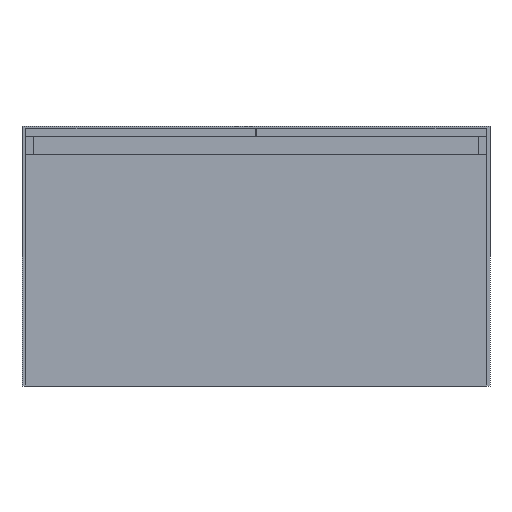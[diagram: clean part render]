
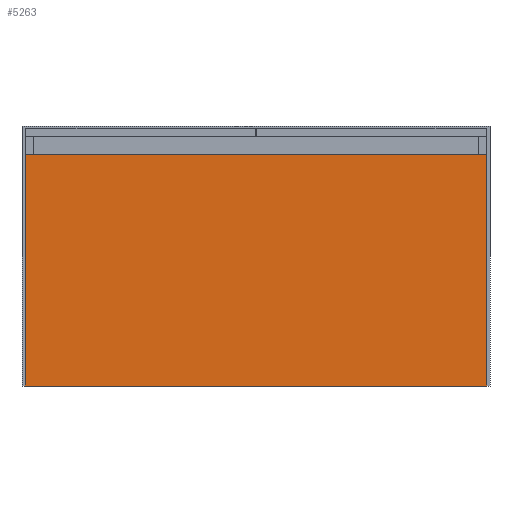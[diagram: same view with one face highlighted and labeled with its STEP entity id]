
A CAD part, front view. The second image highlights one B-rep face of the part: STEP entity #5263.
In plain terms, the highlighted planar face has unit normal (0, -1, 0).
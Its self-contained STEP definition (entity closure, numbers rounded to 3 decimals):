
#29 = DIRECTION ( 'NONE',  ( 0., -1., 0. ) ) ;
#145 = VERTEX_POINT ( 'NONE', #5499 ) ;
#286 = FACE_OUTER_BOUND ( 'NONE', #1289, .T. ) ;
#728 = CARTESIAN_POINT ( 'NONE',  ( 444., -490.1, 0. ) ) ;
#827 = EDGE_CURVE ( 'NONE', #2833, #145, #918, .T. ) ;
#918 = LINE ( 'NONE', #728, #2355 ) ;
#919 = VECTOR ( 'NONE', #4255, 1000. ) ;
#1166 = CARTESIAN_POINT ( 'NONE',  ( 444., -490.1, 446.1 ) ) ;
#1182 = DIRECTION ( 'NONE',  ( -1., 0., 0. ) ) ;
#1289 = EDGE_LOOP ( 'NONE', ( #3140, #2070, #2854, #3287 ) ) ;
#1874 = VECTOR ( 'NONE', #5092, 1000. ) ;
#1908 = LINE ( 'NONE', #2307, #919 ) ;
#2064 = LINE ( 'NONE', #1166, #4870 ) ;
#2070 = ORIENTED_EDGE ( 'NONE', *, *, #5940, .T. ) ;
#2307 = CARTESIAN_POINT ( 'NONE',  ( -444., -490.1, 1389.713 ) ) ;
#2355 = VECTOR ( 'NONE', #5574, 1000. ) ;
#2399 = EDGE_CURVE ( 'NONE', #2524, #2833, #3093, .T. ) ;
#2428 = CARTESIAN_POINT ( 'NONE',  ( 444., -490.1, 1389.713 ) ) ;
#2524 = VERTEX_POINT ( 'NONE', #2769 ) ;
#2769 = CARTESIAN_POINT ( 'NONE',  ( 444., -490.1, 446.1 ) ) ;
#2790 = VERTEX_POINT ( 'NONE', #4423 ) ;
#2833 = VERTEX_POINT ( 'NONE', #3882 ) ;
#2854 = ORIENTED_EDGE ( 'NONE', *, *, #3684, .T. ) ;
#3093 = LINE ( 'NONE', #4146, #1874 ) ;
#3140 = ORIENTED_EDGE ( 'NONE', *, *, #2399, .F. ) ;
#3287 = ORIENTED_EDGE ( 'NONE', *, *, #827, .F. ) ;
#3406 = DIRECTION ( 'NONE',  ( 0., 0., -1. ) ) ;
#3684 = EDGE_CURVE ( 'NONE', #2790, #145, #1908, .T. ) ;
#3882 = CARTESIAN_POINT ( 'NONE',  ( 444., -490.1, 0. ) ) ;
#4146 = CARTESIAN_POINT ( 'NONE',  ( 444., -490.1, 1389.713 ) ) ;
#4255 = DIRECTION ( 'NONE',  ( 0., 0., -1. ) ) ;
#4423 = CARTESIAN_POINT ( 'NONE',  ( -444., -490.1, 446.1 ) ) ;
#4852 = PLANE ( 'NONE',  #6177 ) ;
#4870 = VECTOR ( 'NONE', #1182, 1000. ) ;
#5092 = DIRECTION ( 'NONE',  ( 0., 0., -1. ) ) ;
#5263 = ADVANCED_FACE ( 'NONE', ( #286 ), #4852, .T. ) ;
#5499 = CARTESIAN_POINT ( 'NONE',  ( -444., -490.1, 0. ) ) ;
#5574 = DIRECTION ( 'NONE',  ( -1., 0., 0. ) ) ;
#5940 = EDGE_CURVE ( 'NONE', #2524, #2790, #2064, .T. ) ;
#6177 = AXIS2_PLACEMENT_3D ( 'NONE', #2428, #29, #3406 ) ;
